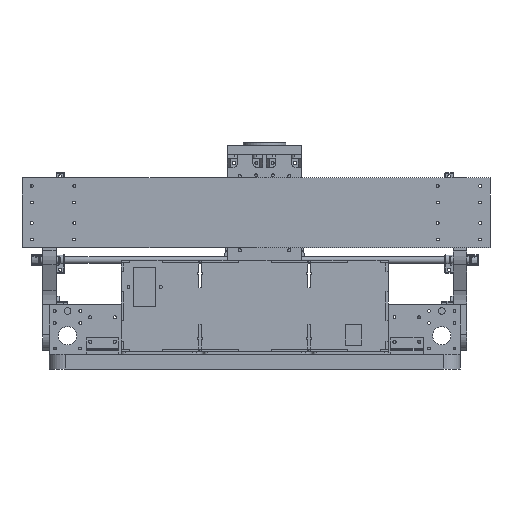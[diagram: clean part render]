
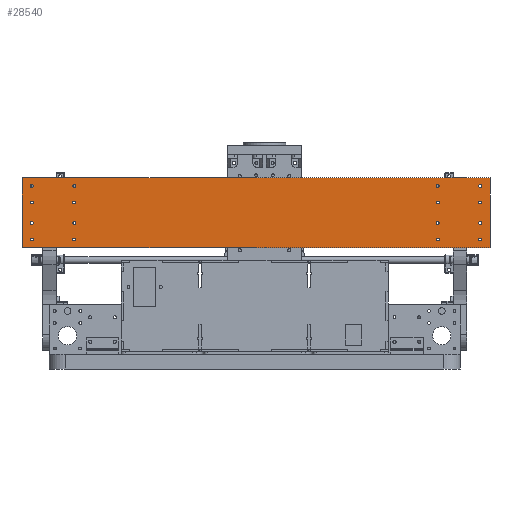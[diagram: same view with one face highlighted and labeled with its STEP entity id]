
A CAD part, front view. The second image highlights one B-rep face of the part: STEP entity #28540.
In plain terms, the highlighted face is planar.
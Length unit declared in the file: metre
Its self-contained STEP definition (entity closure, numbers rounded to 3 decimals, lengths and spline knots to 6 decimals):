
#304=LINE('',#42596,#2995);
#308=LINE('',#42605,#2999);
#311=LINE('',#42611,#3002);
#314=LINE('',#42692,#3005);
#2995=VECTOR('',#33962,1.);
#2999=VECTOR('',#33968,1.);
#3002=VECTOR('',#33973,1.);
#3005=VECTOR('',#34068,1.);
#5957=PLANE('',#30692);
#7632=ORIENTED_EDGE('',*,*,#15137,.T.);
#7633=ORIENTED_EDGE('',*,*,#15177,.T.);
#7634=ORIENTED_EDGE('',*,*,#15144,.F.);
#7635=ORIENTED_EDGE('',*,*,#15141,.F.);
#7636=ORIENTED_EDGE('',*,*,#15176,.T.);
#7637=ORIENTED_EDGE('',*,*,#15174,.T.);
#7638=ORIENTED_EDGE('',*,*,#15172,.T.);
#7639=ORIENTED_EDGE('',*,*,#15170,.T.);
#7640=ORIENTED_EDGE('',*,*,#15168,.T.);
#7641=ORIENTED_EDGE('',*,*,#15166,.T.);
#7642=ORIENTED_EDGE('',*,*,#15164,.T.);
#7643=ORIENTED_EDGE('',*,*,#15162,.T.);
#7644=ORIENTED_EDGE('',*,*,#15160,.F.);
#7645=ORIENTED_EDGE('',*,*,#15158,.F.);
#7646=ORIENTED_EDGE('',*,*,#15156,.F.);
#7647=ORIENTED_EDGE('',*,*,#15154,.F.);
#7648=ORIENTED_EDGE('',*,*,#15152,.F.);
#7649=ORIENTED_EDGE('',*,*,#15150,.F.);
#7650=ORIENTED_EDGE('',*,*,#15148,.F.);
#7651=ORIENTED_EDGE('',*,*,#15180,.F.);
#15137=EDGE_CURVE('',#19006,#19007,#304,.T.);
#15141=EDGE_CURVE('',#19006,#19010,#308,.T.);
#15144=EDGE_CURVE('',#19010,#19012,#311,.T.);
#15148=EDGE_CURVE('',#19015,#19015,#21743,.T.);
#15150=EDGE_CURVE('',#19017,#19017,#21745,.T.);
#15152=EDGE_CURVE('',#19019,#19019,#21747,.T.);
#15154=EDGE_CURVE('',#19021,#19021,#21749,.T.);
#15156=EDGE_CURVE('',#19023,#19023,#21751,.T.);
#15158=EDGE_CURVE('',#19025,#19025,#21753,.T.);
#15160=EDGE_CURVE('',#19027,#19027,#21755,.T.);
#15162=EDGE_CURVE('',#19029,#19029,#21757,.T.);
#15164=EDGE_CURVE('',#19031,#19031,#21759,.T.);
#15166=EDGE_CURVE('',#19033,#19033,#21761,.T.);
#15168=EDGE_CURVE('',#19035,#19035,#21763,.T.);
#15170=EDGE_CURVE('',#19037,#19037,#21765,.T.);
#15172=EDGE_CURVE('',#19039,#19039,#21767,.T.);
#15174=EDGE_CURVE('',#19041,#19041,#21769,.T.);
#15176=EDGE_CURVE('',#19043,#19043,#21771,.T.);
#15177=EDGE_CURVE('',#19007,#19012,#314,.T.);
#15180=EDGE_CURVE('',#19045,#19045,#21773,.T.);
#19006=VERTEX_POINT('',#42597);
#19007=VERTEX_POINT('',#42598);
#19010=VERTEX_POINT('',#42606);
#19012=VERTEX_POINT('',#42612);
#19015=VERTEX_POINT('',#42620);
#19017=VERTEX_POINT('',#42625);
#19019=VERTEX_POINT('',#42630);
#19021=VERTEX_POINT('',#42635);
#19023=VERTEX_POINT('',#42640);
#19025=VERTEX_POINT('',#42645);
#19027=VERTEX_POINT('',#42650);
#19029=VERTEX_POINT('',#42655);
#19031=VERTEX_POINT('',#42660);
#19033=VERTEX_POINT('',#42665);
#19035=VERTEX_POINT('',#42670);
#19037=VERTEX_POINT('',#42675);
#19039=VERTEX_POINT('',#42680);
#19041=VERTEX_POINT('',#42685);
#19043=VERTEX_POINT('',#42690);
#19045=VERTEX_POINT('',#42698);
#21743=CIRCLE('',#30644,0.00175);
#21745=CIRCLE('',#30647,0.00175);
#21747=CIRCLE('',#30650,0.00175);
#21749=CIRCLE('',#30653,0.00175);
#21751=CIRCLE('',#30656,0.00175);
#21753=CIRCLE('',#30659,0.00175);
#21755=CIRCLE('',#30662,0.00175);
#21757=CIRCLE('',#30665,0.00175);
#21759=CIRCLE('',#30668,0.00175);
#21761=CIRCLE('',#30671,0.00175);
#21763=CIRCLE('',#30674,0.00175);
#21765=CIRCLE('',#30677,0.00175);
#21767=CIRCLE('',#30680,0.00175);
#21769=CIRCLE('',#30683,0.00175);
#21771=CIRCLE('',#30686,0.00175);
#21773=CIRCLE('',#30690,0.00175);
#23103=EDGE_LOOP('',(#7632,#7633,#7634,#7635));
#23104=EDGE_LOOP('',(#7636));
#23105=EDGE_LOOP('',(#7637));
#23106=EDGE_LOOP('',(#7638));
#23107=EDGE_LOOP('',(#7639));
#23108=EDGE_LOOP('',(#7640));
#23109=EDGE_LOOP('',(#7641));
#23110=EDGE_LOOP('',(#7642));
#23111=EDGE_LOOP('',(#7643));
#23112=EDGE_LOOP('',(#7644));
#23113=EDGE_LOOP('',(#7645));
#23114=EDGE_LOOP('',(#7646));
#23115=EDGE_LOOP('',(#7647));
#23116=EDGE_LOOP('',(#7648));
#23117=EDGE_LOOP('',(#7649));
#23118=EDGE_LOOP('',(#7650));
#23119=EDGE_LOOP('',(#7651));
#25595=FACE_BOUND('',#23103,.T.);
#25596=FACE_BOUND('',#23104,.T.);
#25597=FACE_BOUND('',#23105,.T.);
#25598=FACE_BOUND('',#23106,.T.);
#25599=FACE_BOUND('',#23107,.T.);
#25600=FACE_BOUND('',#23108,.T.);
#25601=FACE_BOUND('',#23109,.T.);
#25602=FACE_BOUND('',#23110,.T.);
#25603=FACE_BOUND('',#23111,.T.);
#25604=FACE_BOUND('',#23112,.T.);
#25605=FACE_BOUND('',#23113,.T.);
#25606=FACE_BOUND('',#23114,.T.);
#25607=FACE_BOUND('',#23115,.T.);
#25608=FACE_BOUND('',#23116,.T.);
#25609=FACE_BOUND('',#23117,.T.);
#25610=FACE_BOUND('',#23118,.T.);
#25611=FACE_BOUND('',#23119,.T.);
#28540=ADVANCED_FACE('',(#25595,#25596,#25597,#25598,#25599,#25600,#25601,
#25602,#25603,#25604,#25605,#25606,#25607,#25608,#25609,#25610,#25611),
#5957,.F.);
#30644=AXIS2_PLACEMENT_3D('',#42619,#33980,#33981);
#30647=AXIS2_PLACEMENT_3D('',#42624,#33986,#33987);
#30650=AXIS2_PLACEMENT_3D('',#42629,#33992,#33993);
#30653=AXIS2_PLACEMENT_3D('',#42634,#33998,#33999);
#30656=AXIS2_PLACEMENT_3D('',#42639,#34004,#34005);
#30659=AXIS2_PLACEMENT_3D('',#42644,#34010,#34011);
#30662=AXIS2_PLACEMENT_3D('',#42649,#34016,#34017);
#30665=AXIS2_PLACEMENT_3D('',#42654,#34022,#34023);
#30668=AXIS2_PLACEMENT_3D('',#42659,#34028,#34029);
#30671=AXIS2_PLACEMENT_3D('',#42664,#34034,#34035);
#30674=AXIS2_PLACEMENT_3D('',#42669,#34040,#34041);
#30677=AXIS2_PLACEMENT_3D('',#42674,#34046,#34047);
#30680=AXIS2_PLACEMENT_3D('',#42679,#34052,#34053);
#30683=AXIS2_PLACEMENT_3D('',#42684,#34058,#34059);
#30686=AXIS2_PLACEMENT_3D('',#42689,#34064,#34065);
#30690=AXIS2_PLACEMENT_3D('',#42697,#34074,#34075);
#30692=AXIS2_PLACEMENT_3D('',#42700,#34078,#34079);
#33962=DIRECTION('',(0.,1.,0.));
#33968=DIRECTION('',(1.,0.,0.));
#33973=DIRECTION('',(0.,1.,0.));
#33980=DIRECTION('',(0.,0.,-1.));
#33981=DIRECTION('',(1.,0.,0.));
#33986=DIRECTION('',(0.,0.,-1.));
#33987=DIRECTION('',(1.,0.,0.));
#33992=DIRECTION('',(0.,0.,-1.));
#33993=DIRECTION('',(1.,0.,0.));
#33998=DIRECTION('',(0.,0.,-1.));
#33999=DIRECTION('',(1.,0.,0.));
#34004=DIRECTION('',(0.,0.,-1.));
#34005=DIRECTION('',(1.,0.,0.));
#34010=DIRECTION('',(0.,0.,-1.));
#34011=DIRECTION('',(1.,0.,0.));
#34016=DIRECTION('',(0.,0.,-1.));
#34017=DIRECTION('',(1.,0.,0.));
#34022=DIRECTION('',(0.,0.,1.));
#34023=DIRECTION('',(1.,0.,0.));
#34028=DIRECTION('',(0.,0.,1.));
#34029=DIRECTION('',(1.,0.,0.));
#34034=DIRECTION('',(0.,0.,1.));
#34035=DIRECTION('',(1.,0.,0.));
#34040=DIRECTION('',(0.,0.,1.));
#34041=DIRECTION('',(1.,0.,0.));
#34046=DIRECTION('',(0.,0.,1.));
#34047=DIRECTION('',(1.,0.,0.));
#34052=DIRECTION('',(0.,0.,1.));
#34053=DIRECTION('',(1.,0.,0.));
#34058=DIRECTION('',(0.,0.,1.));
#34059=DIRECTION('',(1.,0.,0.));
#34064=DIRECTION('',(0.,0.,1.));
#34065=DIRECTION('',(1.,0.,0.));
#34068=DIRECTION('',(1.,0.,0.));
#34074=DIRECTION('',(0.,0.,-1.));
#34075=DIRECTION('',(1.,0.,0.));
#34078=DIRECTION('',(0.,0.,1.));
#34079=DIRECTION('',(1.,0.,0.));
#42596=CARTESIAN_POINT('',(0.,0.0425,0.));
#42597=CARTESIAN_POINT('',(0.,0.,0.));
#42598=CARTESIAN_POINT('',(0.,0.085,0.));
#42605=CARTESIAN_POINT('',(0.2845,0.,0.));
#42606=CARTESIAN_POINT('',(0.569,0.,0.));
#42611=CARTESIAN_POINT('',(0.569,0.0425,0.));
#42612=CARTESIAN_POINT('',(0.569,0.085,0.));
#42619=CARTESIAN_POINT('',(0.5055,0.055,0.));
#42620=CARTESIAN_POINT('',(0.50725,0.055,0.));
#42624=CARTESIAN_POINT('',(0.557,0.01,0.));
#42625=CARTESIAN_POINT('',(0.55875,0.01,0.));
#42629=CARTESIAN_POINT('',(0.557,0.075,0.));
#42630=CARTESIAN_POINT('',(0.55875,0.075,0.));
#42634=CARTESIAN_POINT('',(0.5055,0.01,0.));
#42635=CARTESIAN_POINT('',(0.50725,0.01,0.));
#42639=CARTESIAN_POINT('',(0.5055,0.03,0.));
#42640=CARTESIAN_POINT('',(0.50725,0.03,0.));
#42644=CARTESIAN_POINT('',(0.557,0.03,0.));
#42645=CARTESIAN_POINT('',(0.55875,0.03,0.));
#42649=CARTESIAN_POINT('',(0.5055,0.075,0.));
#42650=CARTESIAN_POINT('',(0.50725,0.075,0.));
#42654=CARTESIAN_POINT('',(0.0635,0.01,0.));
#42655=CARTESIAN_POINT('',(0.06525,0.01,0.));
#42659=CARTESIAN_POINT('',(0.0635,0.03,0.));
#42660=CARTESIAN_POINT('',(0.06525,0.03,0.));
#42664=CARTESIAN_POINT('',(0.0635,0.055,0.));
#42665=CARTESIAN_POINT('',(0.06525,0.055,0.));
#42669=CARTESIAN_POINT('',(0.0635,0.075,0.));
#42670=CARTESIAN_POINT('',(0.06525,0.075,0.));
#42674=CARTESIAN_POINT('',(0.012,0.01,0.));
#42675=CARTESIAN_POINT('',(0.01375,0.01,0.));
#42679=CARTESIAN_POINT('',(0.012,0.03,0.));
#42680=CARTESIAN_POINT('',(0.01375,0.03,0.));
#42684=CARTESIAN_POINT('',(0.012,0.055,0.));
#42685=CARTESIAN_POINT('',(0.01375,0.055,0.));
#42689=CARTESIAN_POINT('',(0.012,0.075,0.));
#42690=CARTESIAN_POINT('',(0.01375,0.075,0.));
#42692=CARTESIAN_POINT('',(0.2845,0.085,0.));
#42697=CARTESIAN_POINT('',(0.557,0.055,0.));
#42698=CARTESIAN_POINT('',(0.55875,0.055,0.));
#42700=CARTESIAN_POINT('',(0.2845,0.0425,0.));
